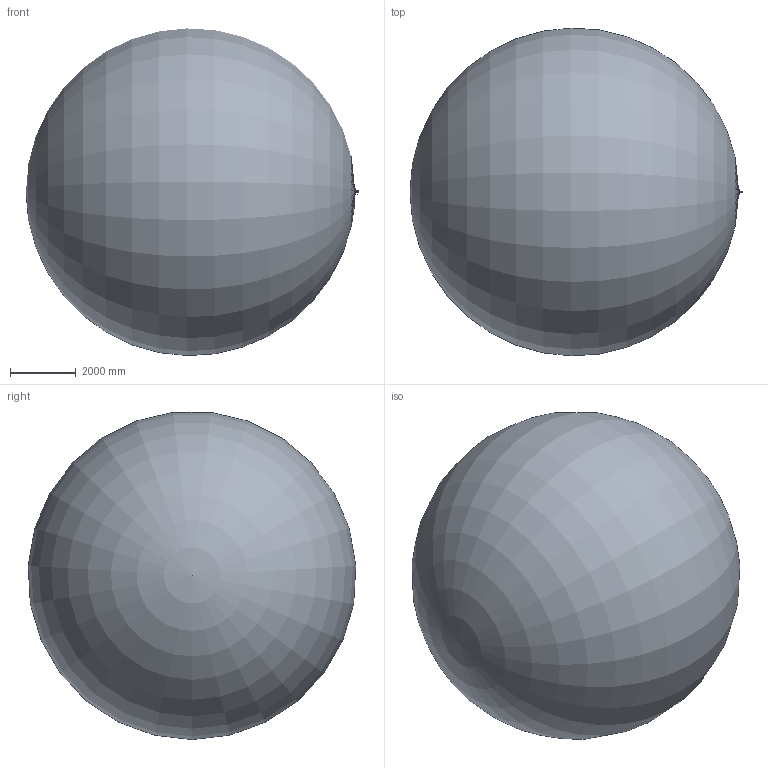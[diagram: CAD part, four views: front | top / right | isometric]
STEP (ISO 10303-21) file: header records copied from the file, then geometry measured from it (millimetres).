
FILE_DESCRIPTION(/* description */ ('Unknown'),/* implementation_level */ '2;1');
FILE_NAME(/* name */ '24354000',/* time_stamp */ '2023-07-26T14:46:54+02:00',/* author */ ('Unknown'),/* organization */ ('GROHE AG'),/* preprocessor_version */ 'ST-DEVELOPER v16.7',/* originating_system */ 'DEX',/* authorisation */ $);
FILE_SCHEMA (('AUTOMOTIVE_DESIGN {1 0 10303 214 3 1 1}'));
Length unit declared in the file: millimetre
Products named in the file (5): 24354000; 24354000_0; 24354000_1; 24354000_2
Assembly tree (4 placements, depth 2):
  24354000
    24354000
    24354000_0
    24354000_1
    24354000_2
Bounding box: 10090.49 x 9961 x 9944.15 mm (x, y, z)
Volume: 521147059977.7 mm3; surface area: 313256920.7 mm2
Topology: 4 solids, 5 shells, 80 faces, 173 edges, 113 vertices
Faces by surface type: plane 32, bspline 22, cylinder 14, cone 5, torus 5, sphere 2
Full cylindrical faces by diameter (mm): 8 x1, 46 x1, 48.2 x1, 49 x1, 52 x1, 56.5 x1
Entity records: 4066 total; most frequent: CARTESIAN_POINT 2568, ORIENTED_EDGE 296, DIRECTION 192, EDGE_CURVE 148, B_SPLINE_CURVE_WITH_KNOTS 113, FACE_BOUND 109, EDGE_LOOP 108, VERTEX_POINT 107
